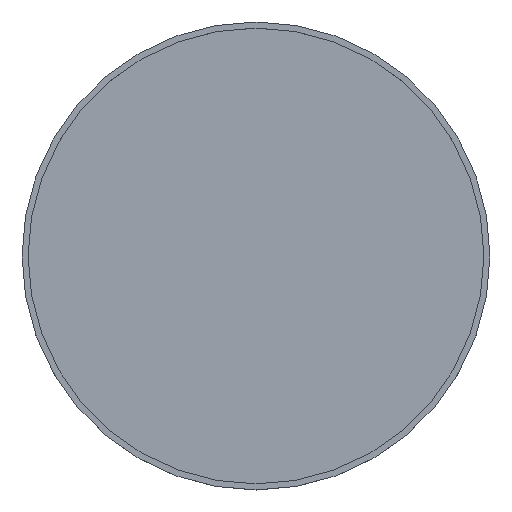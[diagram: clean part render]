
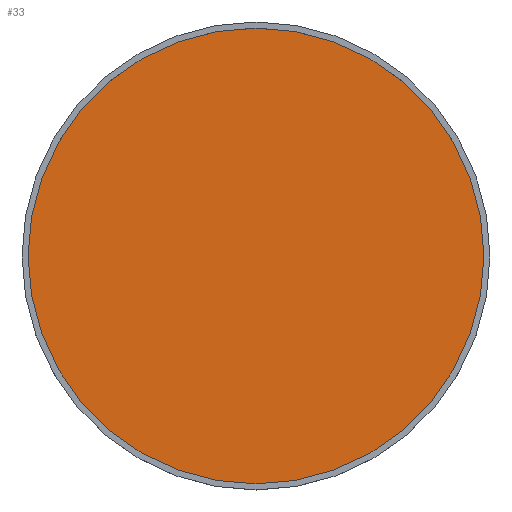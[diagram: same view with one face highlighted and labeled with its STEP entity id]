
A CAD part, top view. The second image highlights one B-rep face of the part: STEP entity #33.
In plain terms, the highlighted planar face has unit normal (0, 0, 1).
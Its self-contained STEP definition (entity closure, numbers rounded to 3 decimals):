
#33 = ADVANCED_FACE( '', ( #64 ), #65, .F. );
#64 = FACE_OUTER_BOUND( '', #89, .T. );
#65 = PLANE( '', #90 );
#89 = EDGE_LOOP( '', ( #112 ) );
#90 = AXIS2_PLACEMENT_3D( '', #113, #114, #115 );
#112 = ORIENTED_EDGE( '', *, *, #132, .F. );
#113 = CARTESIAN_POINT( '', ( 0., 0., -24. ) );
#114 = DIRECTION( '', ( 0., 0., -1. ) );
#115 = DIRECTION( '', ( -1., 0., 0. ) );
#132 = EDGE_CURVE( '', #144, #144, #145, .T. );
#144 = VERTEX_POINT( '', #157 );
#145 = CIRCLE( '', #158, 225. );
#157 = CARTESIAN_POINT( '', ( -225., 0., -24. ) );
#158 = AXIS2_PLACEMENT_3D( '', #171, #172, #173 );
#171 = CARTESIAN_POINT( '', ( 0., 0., -24. ) );
#172 = DIRECTION( '', ( 0., 0., -1. ) );
#173 = DIRECTION( '', ( -1., 0., 0. ) );
